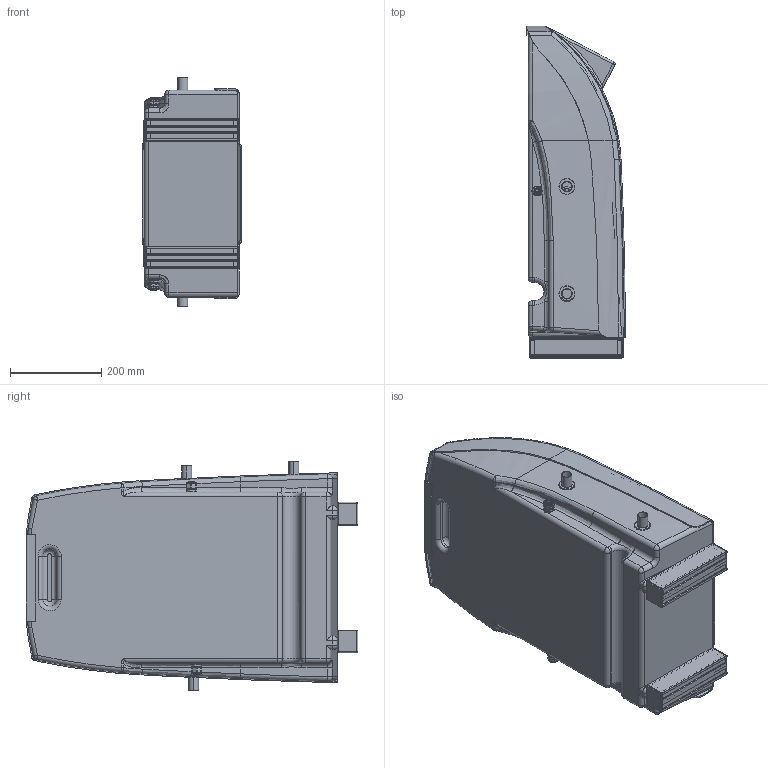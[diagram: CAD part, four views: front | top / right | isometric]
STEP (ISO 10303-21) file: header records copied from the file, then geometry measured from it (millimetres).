
FILE_DESCRIPTION((''),'2;1');
FILE_NAME('ASM0001_ASM','2021-04-21T20:19:19',('kenny'),(''),'CREO PARAMETRIC BY PTC INC, 2018500','CREO PARAMETRIC BY PTC INC, 2018500','');
FILE_SCHEMA(('CONFIG_CONTROL_DESIGN'));
Length unit declared in the file: millimetre
Products named in the file (23): O2-X_BACK_27_1_2_1; O2-X_BACK_27_1_2_2; O2-X_BACK_27_1_2_3; O2-X_BACK_27_1_2_ASM; O2-X_FRONT_23_1; O2-X_DISPLAY_9_1; O2-X_SHELL_ASM_60_1_ASM; TUBE_ATTACHMENT_2_1; COPPER_TUBE_3_1; TOP_180_1708_01_BOXCO_180_170_1; BODY_180_1708_01_BOXCO_180_17_1; 180_1708_01_BOXCO_1_ASM_1_1_ASM; AIR_SEAL_ASM_1_1_ASM; O2-X_CONNECTIONS_ASM_8_1_ASM; H-LINE_ALUTUBE_16_1_2; H-LINE_ALUTUBE_ENDCAPS_3_1_2; H-LINE_STAND_ASM_11_1_2_ASM; TOP_180_1708_01_BOXCO_180_1708_; BODY_180_1708_01_BOXCO_180_1708; 180_1708_01_BOXCO_1_ASM_1_ASM; AIR_SEAL_ASM_1_ASM; O2-X_ASM_31_1_ASM; ASM0001_ASM
Assembly tree (30 placements, depth 6):
  ASM0001_ASM
    O2-X_ASM_31_1_ASM
      O2-X_SHELL_ASM_60_1_ASM
        O2-X_BACK_27_1_2_ASM
          O2-X_BACK_27_1_2_1
          O2-X_BACK_27_1_2_2
          O2-X_BACK_27_1_2_3
        O2-X_FRONT_23_1
        O2-X_DISPLAY_9_1
      O2-X_CONNECTIONS_ASM_8_1_ASM
        TUBE_ATTACHMENT_2_1  x2
        COPPER_TUBE_3_1  x2
        AIR_SEAL_ASM_1_1_ASM
          180_1708_01_BOXCO_1_ASM_1_1_ASM
            TOP_180_1708_01_BOXCO_180_170_1
            BODY_180_1708_01_BOXCO_180_17_1
      H-LINE_STAND_ASM_11_1_2_ASM
        H-LINE_ALUTUBE_16_1_2  x2
        H-LINE_ALUTUBE_ENDCAPS_3_1_2  x4
      AIR_SEAL_ASM_1_ASM
        180_1708_01_BOXCO_1_ASM_1_ASM
          TOP_180_1708_01_BOXCO_180_1708_
          BODY_180_1708_01_BOXCO_180_1708
    COPPER_TUBE_3_1
    TUBE_ATTACHMENT_2_1
Bounding box: 216.26 x 726.68 x 500.18 mm (x, y, z)
Volume: 2157649.7 mm3; surface area: 2324226.6 mm2
Topology: 20 solids, 22 shells, 1091 faces, 2634 edges, 1551 vertices
Faces by surface type: cylinder 375, plane 334, torus 112, bspline 112, cone 100, sphere 54, extrusion 4
Entity records: 34357 total; most frequent: CARTESIAN_POINT 13664, DIRECTION 4279, ORIENTED_EDGE 4261, EDGE_CURVE 2135, AXIS2_PLACEMENT_3D 1701, VERTEX_POINT 1271, EDGE_LOOP 953, FACE_OUTER_BOUND 906
